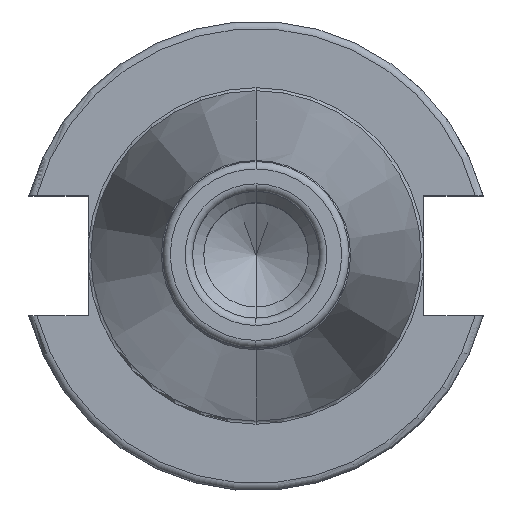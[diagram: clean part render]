
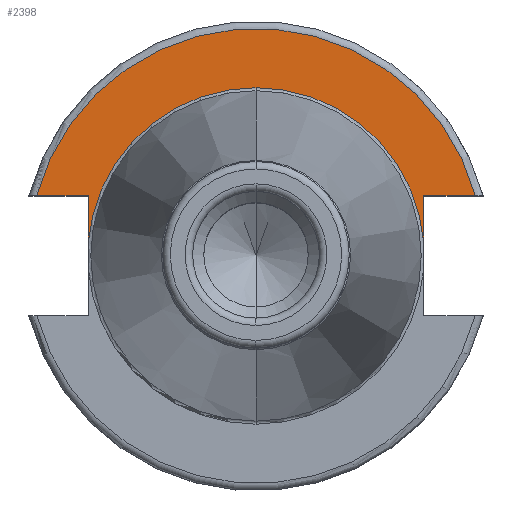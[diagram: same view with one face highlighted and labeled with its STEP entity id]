
A CAD part, top view. The second image highlights one B-rep face of the part: STEP entity #2398.
In plain terms, the highlighted planar face has unit normal (0, 0, 1).
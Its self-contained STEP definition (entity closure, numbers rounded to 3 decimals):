
#498=CARTESIAN_POINT('',(0,0,10));
#499=DIRECTION('',(0,0,1));
#500=DIRECTION('',(0,1,0));
#501=AXIS2_PLACEMENT_3D('',#498,#499,#500);
#582=DIRECTION('',(0,1,0));
#583=VECTOR('',#582,6.317);
#584=CARTESIAN_POINT('',(-22.5,1.733,10));
#585=LINE('',#584,#583);
#586=DIRECTION('',(1,0,0));
#587=VECTOR('',#586,6.918);
#588=CARTESIAN_POINT('',(-29.418,8.05,10));
#589=LINE('',#588,#587);
#590=DIRECTION('',(-1,0,0));
#591=VECTOR('',#590,6.918);
#592=CARTESIAN_POINT('',(29.418,8.05,10));
#593=LINE('',#592,#591);
#594=DIRECTION('',(0,-1,0));
#595=VECTOR('',#594,6.317);
#596=CARTESIAN_POINT('',(22.5,8.05,10));
#597=LINE('',#596,#595);
#612=CARTESIAN_POINT('',(0,0,10));
#613=DIRECTION('',(0,0,-1));
#614=DIRECTION('',(0,1,0));
#615=AXIS2_PLACEMENT_3D('',#612,#613,#614);
#743=CARTESIAN_POINT('',(0,0,10));
#744=DIRECTION('',(0,0,1));
#745=DIRECTION('',(0.965,0.264,0));
#746=AXIS2_PLACEMENT_3D('',#743,#744,#745);
#1279=CARTESIAN_POINT('',(0,22.567,10));
#1281=VERTEX_POINT('',#1279);
#1411=CARTESIAN_POINT('',(-22.5,1.733,10));
#1412=CARTESIAN_POINT('',(-22.5,8.05,10));
#1413=VERTEX_POINT('',#1411);
#1414=VERTEX_POINT('',#1412);
#1415=CARTESIAN_POINT('',(-29.418,8.05,10));
#1416=VERTEX_POINT('',#1415);
#1417=CARTESIAN_POINT('',(22.5,8.05,10));
#1418=CARTESIAN_POINT('',(22.5,1.733,10));
#1419=VERTEX_POINT('',#1417);
#1420=VERTEX_POINT('',#1418);
#1427=CARTESIAN_POINT('',(29.418,8.05,10));
#1428=VERTEX_POINT('',#1427);
#2379=CARTESIAN_POINT('',(0,0,10));
#2380=DIRECTION('',(0,0,-1));
#2381=DIRECTION('',(0,-1,0));
#2382=AXIS2_PLACEMENT_3D('',#2379,#2380,#2381);
#2383=PLANE('',#2382);
#2384=ORIENTED_EDGE('',*,*,#2291,.T.);
#2386=ORIENTED_EDGE('',*,*,#2385,.F.);
#2388=ORIENTED_EDGE('',*,*,#2387,.F.);
#2390=ORIENTED_EDGE('',*,*,#2389,.T.);
#2392=ORIENTED_EDGE('',*,*,#2391,.T.);
#2394=ORIENTED_EDGE('',*,*,#2393,.F.);
#2395=ORIENTED_EDGE('',*,*,#2270,.T.);
#2396=EDGE_LOOP('',(#2384,#2386,#2388,#2390,#2392,#2394,#2395));
#2397=FACE_OUTER_BOUND('',#2396,.F.);
#2398=ADVANCED_FACE('',(#2397),#2383,.F.);
#502=CIRCLE('',#501,22.567);
#616=CIRCLE('',#615,22.567);
#747=CIRCLE('',#746,30.5);
#2270=EDGE_CURVE('',#1281,#1413,#502,.T.);
#2291=EDGE_CURVE('',#1413,#1414,#585,.T.);
#2385=EDGE_CURVE('',#1416,#1414,#589,.T.);
#2387=EDGE_CURVE('',#1428,#1416,#747,.T.);
#2389=EDGE_CURVE('',#1428,#1419,#593,.T.);
#2391=EDGE_CURVE('',#1419,#1420,#597,.T.);
#2393=EDGE_CURVE('',#1281,#1420,#616,.T.);
